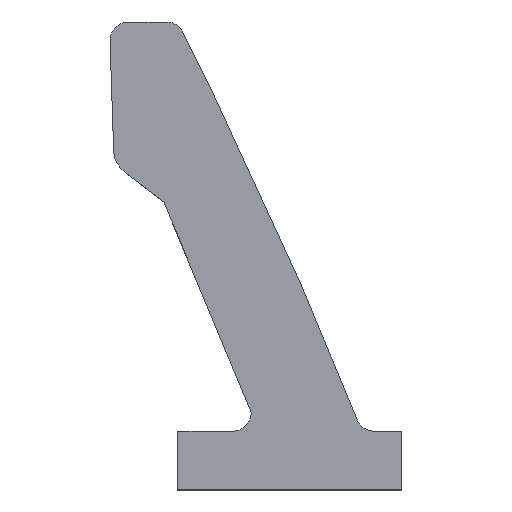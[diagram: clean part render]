
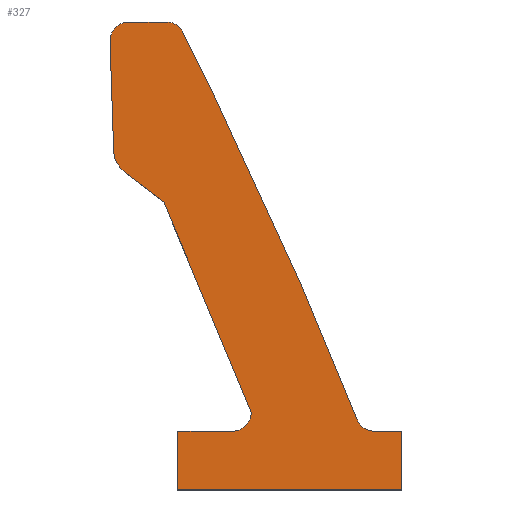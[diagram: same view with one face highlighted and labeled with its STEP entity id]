
A CAD part, top view. The second image highlights one B-rep face of the part: STEP entity #327.
In plain terms, the highlighted planar face has unit normal (0, 0, 1).
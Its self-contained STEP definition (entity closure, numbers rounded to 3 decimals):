
#4 = LINE ( 'NONE', #675, #297 ) ;
#16 = DIRECTION ( 'NONE',  ( -0.418, 0.908, 0. ) ) ;
#20 = VERTEX_POINT ( 'NONE', #625 ) ;
#31 = CIRCLE ( 'NONE', #41, 7.96 ) ;
#40 = CARTESIAN_POINT ( 'NONE',  ( 15.902, -44.85, 20. ) ) ;
#41 = AXIS2_PLACEMENT_3D ( 'NONE', #545, #273, #814 ) ;
#42 = CARTESIAN_POINT ( 'NONE',  ( -58.148, 40.062, 20. ) ) ;
#61 = VERTEX_POINT ( 'NONE', #315 ) ;
#66 = VECTOR ( 'NONE', #309, 1000. ) ;
#71 = VECTOR ( 'NONE', #480, 1000. ) ;
#78 = DIRECTION ( 'NONE',  ( -1., 0., 0. ) ) ;
#94 = CARTESIAN_POINT ( 'NONE',  ( -44.098, -44.85, 20. ) ) ;
#99 = EDGE_CURVE ( 'NONE', #756, #61, #497, .T. ) ;
#100 = CARTESIAN_POINT ( 'NONE',  ( 3.898, -26.072, 20. ) ) ;
#101 = DIRECTION ( 'NONE',  ( 0., 0., -1. ) ) ;
#104 = LINE ( 'NONE', #157, #241 ) ;
#105 = CARTESIAN_POINT ( 'NONE',  ( -42.717, 77.613, 20. ) ) ;
#108 = CARTESIAN_POINT ( 'NONE',  ( -47.192, 80.382, 20. ) ) ;
#113 = VERTEX_POINT ( 'NONE', #306 ) ;
#115 = LINE ( 'NONE', #726, #738 ) ;
#118 = AXIS2_PLACEMENT_3D ( 'NONE', #797, #727, #870 ) ;
#134 = VERTEX_POINT ( 'NONE', #105 ) ;
#141 = CARTESIAN_POINT ( 'NONE',  ( 15.902, -29.156, 20. ) ) ;
#144 = EDGE_CURVE ( 'NONE', #264, #20, #427, .T. ) ;
#157 = CARTESIAN_POINT ( 'NONE',  ( -58.148, 40.062, 20. ) ) ;
#161 = ORIENTED_EDGE ( 'NONE', *, *, #240, .T. ) ;
#163 = EDGE_LOOP ( 'NONE', ( #286, #337, #695, #532, #231, #188, #260, #867, #289, #444, #352, #161, #421, #266, #232, #684, #251, #172 ) ) ;
#169 = DIRECTION ( 'NONE',  ( -1., 0., 0. ) ) ;
#171 = CARTESIAN_POINT ( 'NONE',  ( -24.438, -24.156, 20. ) ) ;
#172 = ORIENTED_EDGE ( 'NONE', *, *, #196, .T. ) ;
#181 = AXIS2_PLACEMENT_3D ( 'NONE', #701, #101, #169 ) ;
#188 = ORIENTED_EDGE ( 'NONE', *, *, #864, .T. ) ;
#190 = CARTESIAN_POINT ( 'NONE',  ( -62.247, 75.382, 20. ) ) ;
#194 = CARTESIAN_POINT ( 'NONE',  ( -57.247, 75.382, 20. ) ) ;
#196 = EDGE_CURVE ( 'NONE', #61, #291, #470, .T. ) ;
#202 = DIRECTION ( 'NONE',  ( -0.446, 0.895, 0. ) ) ;
#206 = LINE ( 'NONE', #553, #71 ) ;
#226 = DIRECTION ( 'NONE',  ( 0.796, -0.605, 0. ) ) ;
#231 = ORIENTED_EDGE ( 'NONE', *, *, #521, .T. ) ;
#232 = ORIENTED_EDGE ( 'NONE', *, *, #279, .T. ) ;
#235 = LINE ( 'NONE', #360, #66 ) ;
#236 = VECTOR ( 'NONE', #635, 1000. ) ;
#238 = VECTOR ( 'NONE', #16, 1000. ) ;
#240 = EDGE_CURVE ( 'NONE', #830, #740, #354, .T. ) ;
#241 = VECTOR ( 'NONE', #226, 1000. ) ;
#251 = ORIENTED_EDGE ( 'NONE', *, *, #99, .T. ) ;
#258 = CARTESIAN_POINT ( 'NONE',  ( 8.517, -24.156, 20. ) ) ;
#260 = ORIENTED_EDGE ( 'NONE', *, *, #678, .T. ) ;
#264 = VERTEX_POINT ( 'NONE', #348 ) ;
#266 = ORIENTED_EDGE ( 'NONE', *, *, #144, .T. ) ;
#270 = DIRECTION ( 'NONE',  ( 0.384, -0.923, 0. ) ) ;
#273 = DIRECTION ( 'NONE',  ( 0., 0., 1. ) ) ;
#279 = EDGE_CURVE ( 'NONE', #20, #833, #676, .T. ) ;
#286 = ORIENTED_EDGE ( 'NONE', *, *, #451, .T. ) ;
#288 = VECTOR ( 'NONE', #816, 1000. ) ;
#289 = ORIENTED_EDGE ( 'NONE', *, *, #665, .T. ) ;
#291 = VERTEX_POINT ( 'NONE', #396 ) ;
#297 = VECTOR ( 'NONE', #270, 1000. ) ;
#298 = VERTEX_POINT ( 'NONE', #342 ) ;
#299 = DIRECTION ( 'NONE',  ( 0., 1., 0. ) ) ;
#300 = CIRCLE ( 'NONE', #524, 5. ) ;
#306 = CARTESIAN_POINT ( 'NONE',  ( -61.293, 46.4, 20. ) ) ;
#309 = DIRECTION ( 'NONE',  ( 1., 0., 0. ) ) ;
#315 = CARTESIAN_POINT ( 'NONE',  ( -11.341, 10.674, 20. ) ) ;
#325 = VERTEX_POINT ( 'NONE', #42 ) ;
#326 = EDGE_CURVE ( 'NONE', #740, #264, #235, .T. ) ;
#327 = ADVANCED_FACE ( 'NONE', ( #708 ), #500, .F. ) ;
#331 = DIRECTION ( 'NONE',  ( 0., 0., 1. ) ) ;
#337 = ORIENTED_EDGE ( 'NONE', *, *, #385, .T. ) ;
#342 = CARTESIAN_POINT ( 'NONE',  ( -62.245, 75.217, 20. ) ) ;
#345 = LINE ( 'NONE', #752, #382 ) ;
#348 = CARTESIAN_POINT ( 'NONE',  ( 15.902, -44.85, 20. ) ) ;
#349 = EDGE_CURVE ( 'NONE', #786, #813, #557, .T. ) ;
#352 = ORIENTED_EDGE ( 'NONE', *, *, #748, .T. ) ;
#354 = LINE ( 'NONE', #624, #288 ) ;
#357 = CARTESIAN_POINT ( 'NONE',  ( 8.517, -29.156, 20. ) ) ;
#360 = CARTESIAN_POINT ( 'NONE',  ( -44.098, -44.85, 20. ) ) ;
#372 = AXIS2_PLACEMENT_3D ( 'NONE', #508, #506, #579 ) ;
#378 = DIRECTION ( 'NONE',  ( 0.033, -0.999, 0. ) ) ;
#380 = DIRECTION ( 'NONE',  ( -1., 0., 0. ) ) ;
#382 = VECTOR ( 'NONE', #768, 1000. ) ;
#385 = EDGE_CURVE ( 'NONE', #134, #697, #300, .T. ) ;
#396 = CARTESIAN_POINT ( 'NONE',  ( -35.641, 63.423, 20. ) ) ;
#406 = CARTESIAN_POINT ( 'NONE',  ( 3.898, -26.072, 20. ) ) ;
#419 = CARTESIAN_POINT ( 'NONE',  ( -44.098, -29.156, 20. ) ) ;
#421 = ORIENTED_EDGE ( 'NONE', *, *, #326, .T. ) ;
#427 = LINE ( 'NONE', #40, #651 ) ;
#433 = VECTOR ( 'NONE', #202, 1000. ) ;
#437 = VERTEX_POINT ( 'NONE', #190 ) ;
#442 = EDGE_CURVE ( 'NONE', #548, #437, #819, .T. ) ;
#444 = ORIENTED_EDGE ( 'NONE', *, *, #349, .T. ) ;
#450 = CARTESIAN_POINT ( 'NONE',  ( -42.717, 77.613, 20. ) ) ;
#451 = EDGE_CURVE ( 'NONE', #291, #134, #657, .T. ) ;
#470 = LINE ( 'NONE', #683, #238 ) ;
#480 = DIRECTION ( 'NONE',  ( -1., 0., 0. ) ) ;
#490 = VERTEX_POINT ( 'NONE', #591 ) ;
#497 = LINE ( 'NONE', #100, #236 ) ;
#500 = PLANE ( 'NONE',  #372 ) ;
#503 = EDGE_CURVE ( 'NONE', #833, #756, #779, .T. ) ;
#506 = DIRECTION ( 'NONE',  ( 0., 0., -1. ) ) ;
#508 = CARTESIAN_POINT ( 'NONE',  ( 8.517, -24.156, 20. ) ) ;
#521 = EDGE_CURVE ( 'NONE', #437, #298, #566, .T. ) ;
#524 = AXIS2_PLACEMENT_3D ( 'NONE', #574, #643, #781 ) ;
#532 = ORIENTED_EDGE ( 'NONE', *, *, #442, .T. ) ;
#545 = CARTESIAN_POINT ( 'NONE',  ( -53.333, 46.4, 20. ) ) ;
#548 = VERTEX_POINT ( 'NONE', #737 ) ;
#553 = CARTESIAN_POINT ( 'NONE',  ( -57.247, 80.382, 20. ) ) ;
#557 = CIRCLE ( 'NONE', #181, 5. ) ;
#566 = CIRCLE ( 'NONE', #118, 5. ) ;
#574 = CARTESIAN_POINT ( 'NONE',  ( -47.192, 75.382, 20. ) ) ;
#579 = DIRECTION ( 'NONE',  ( -1., 0., 0. ) ) ;
#589 = AXIS2_PLACEMENT_3D ( 'NONE', #258, #861, #666 ) ;
#591 = CARTESIAN_POINT ( 'NONE',  ( -47.878, 32.259, 20. ) ) ;
#624 = CARTESIAN_POINT ( 'NONE',  ( -44.098, -29.156, 20. ) ) ;
#625 = CARTESIAN_POINT ( 'NONE',  ( 15.902, -29.156, 20. ) ) ;
#635 = DIRECTION ( 'NONE',  ( -0.383, 0.924, 0. ) ) ;
#637 = CARTESIAN_POINT ( 'NONE',  ( -29.438, -29.156, 20. ) ) ;
#638 = EDGE_CURVE ( 'NONE', #697, #548, #206, .T. ) ;
#643 = DIRECTION ( 'NONE',  ( 0., 0., 1. ) ) ;
#651 = VECTOR ( 'NONE', #299, 1000. ) ;
#657 = LINE ( 'NONE', #450, #433 ) ;
#665 = EDGE_CURVE ( 'NONE', #490, #786, #4, .T. ) ;
#666 = DIRECTION ( 'NONE',  ( -1., 0., 0. ) ) ;
#675 = CARTESIAN_POINT ( 'NONE',  ( -47.878, 32.259, 20. ) ) ;
#676 = LINE ( 'NONE', #141, #869 ) ;
#678 = EDGE_CURVE ( 'NONE', #113, #325, #31, .T. ) ;
#683 = CARTESIAN_POINT ( 'NONE',  ( -11.341, 10.674, 20. ) ) ;
#684 = ORIENTED_EDGE ( 'NONE', *, *, #503, .T. ) ;
#695 = ORIENTED_EDGE ( 'NONE', *, *, #638, .T. ) ;
#697 = VERTEX_POINT ( 'NONE', #108 ) ;
#701 = CARTESIAN_POINT ( 'NONE',  ( -29.438, -24.156, 20. ) ) ;
#708 = FACE_OUTER_BOUND ( 'NONE', #163, .T. ) ;
#726 = CARTESIAN_POINT ( 'NONE',  ( -61.293, 46.4, 20. ) ) ;
#727 = DIRECTION ( 'NONE',  ( 0., 0., 1. ) ) ;
#737 = CARTESIAN_POINT ( 'NONE',  ( -57.247, 80.382, 20. ) ) ;
#738 = VECTOR ( 'NONE', #378, 1000. ) ;
#740 = VERTEX_POINT ( 'NONE', #94 ) ;
#746 = AXIS2_PLACEMENT_3D ( 'NONE', #194, #331, #380 ) ;
#748 = EDGE_CURVE ( 'NONE', #813, #830, #345, .T. ) ;
#752 = CARTESIAN_POINT ( 'NONE',  ( -29.438, -29.156, 20. ) ) ;
#756 = VERTEX_POINT ( 'NONE', #406 ) ;
#768 = DIRECTION ( 'NONE',  ( -1., 0., 0. ) ) ;
#779 = CIRCLE ( 'NONE', #589, 5. ) ;
#781 = DIRECTION ( 'NONE',  ( -1., 0., 0. ) ) ;
#786 = VERTEX_POINT ( 'NONE', #171 ) ;
#797 = CARTESIAN_POINT ( 'NONE',  ( -57.247, 75.382, 20. ) ) ;
#800 = EDGE_CURVE ( 'NONE', #325, #490, #104, .T. ) ;
#813 = VERTEX_POINT ( 'NONE', #637 ) ;
#814 = DIRECTION ( 'NONE',  ( 1., 0., 0. ) ) ;
#816 = DIRECTION ( 'NONE',  ( 0., -1., 0. ) ) ;
#819 = CIRCLE ( 'NONE', #746, 5. ) ;
#830 = VERTEX_POINT ( 'NONE', #419 ) ;
#833 = VERTEX_POINT ( 'NONE', #357 ) ;
#861 = DIRECTION ( 'NONE',  ( 0., 0., -1. ) ) ;
#864 = EDGE_CURVE ( 'NONE', #298, #113, #115, .T. ) ;
#867 = ORIENTED_EDGE ( 'NONE', *, *, #800, .T. ) ;
#869 = VECTOR ( 'NONE', #78, 1000. ) ;
#870 = DIRECTION ( 'NONE',  ( -1., 0., 0. ) ) ;
